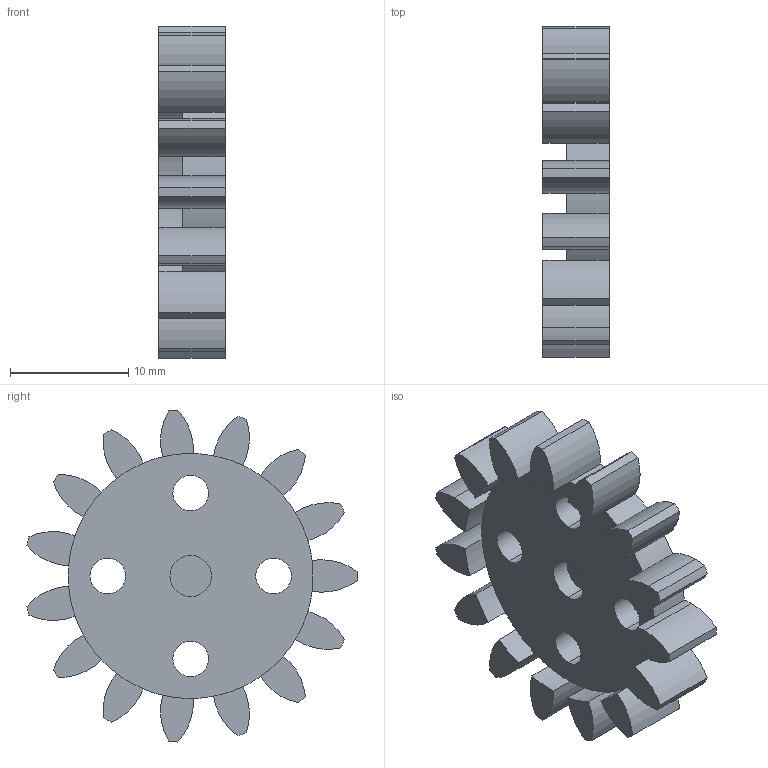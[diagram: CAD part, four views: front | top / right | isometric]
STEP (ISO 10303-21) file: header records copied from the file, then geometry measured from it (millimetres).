
FILE_DESCRIPTION (( 'STEP AP203' ), '1' );
FILE_NAME ('spur gear_iso2.STEP', '2024-04-06T16:33:58', ( '' ), ( '' ), 'SwSTEP 2.0', 'SolidWorks 2022', '' );
FILE_SCHEMA (( 'CONFIG_CONTROL_DESIGN' ));
Length unit declared in the file: millimetre
Products named in the file (1): spur gear_iso2
Bounding box: 5.6 x 27.88 x 28.03 mm (x, y, z)
Volume: 1793 mm3; surface area: 1929 mm2
Topology: 1 solids, 1 shells, 108 faces, 285 edges, 180 vertices
Faces by surface type: cylinder 90, plane 18
Entity records: 3502 total; most frequent: DIRECTION 683, CARTESIAN_POINT 574, ORIENTED_EDGE 570, AXIS2_PLACEMENT_3D 289, EDGE_CURVE 285, CIRCLE 180, VERTEX_POINT 180, EDGE_LOOP 117
